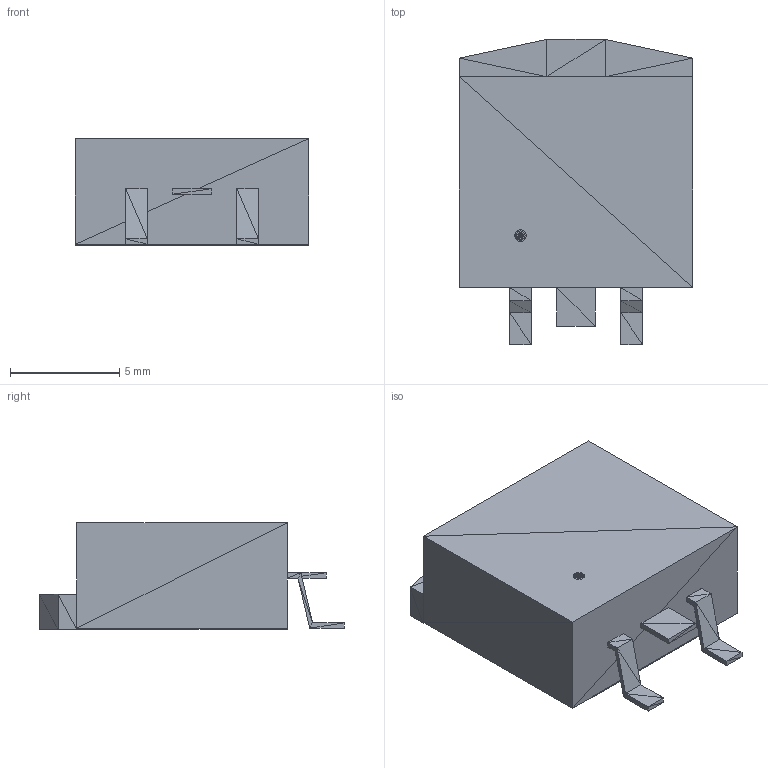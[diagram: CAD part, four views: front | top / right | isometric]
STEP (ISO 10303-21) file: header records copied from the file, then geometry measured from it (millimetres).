
FILE_DESCRIPTION(('STEP AP214'),'1');
FILE_NAME('D2PAK-M','2018-12-09T11:30:43',(''),(''),'','','');
FILE_SCHEMA(('AUTOMOTIVE_DESIGN'));
Length unit declared in the file: millimetre
Products named in the file (1): product
Bounding box: 10.67 x 13.94 x 4.88 mm (x, y, z)
Surface area: 642.5 mm2 (no closed solid volume)
Topology: 0 solids, 256 shells, 256 faces, 768 edges, 768 vertices
Faces by surface type: plane 256
Entity records: 8507 total; most frequent: CARTESIAN_POINT 1793, DIRECTION 1282, ORIENTED_EDGE 768, EDGE_CURVE 768, VERTEX_POINT 768, LINE 768, VECTOR 768, AXIS2_PLACEMENT_3D 257
